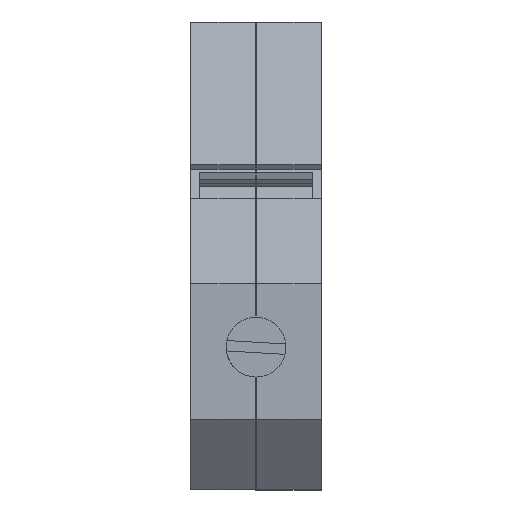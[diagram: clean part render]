
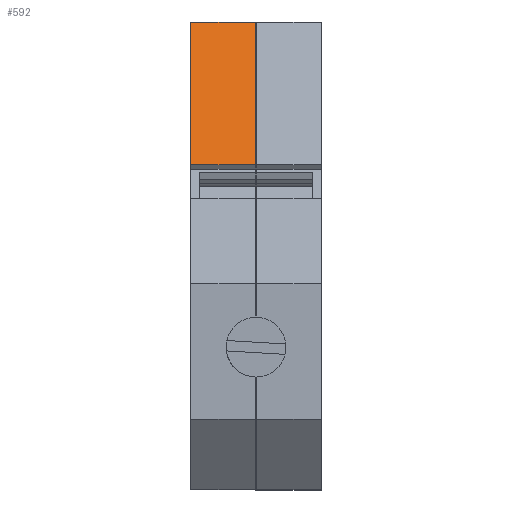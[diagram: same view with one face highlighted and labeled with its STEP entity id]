
A CAD part, top view. The second image highlights one B-rep face of the part: STEP entity #592.
In plain terms, the highlighted planar face has unit normal (0, 0.788, 0.616).
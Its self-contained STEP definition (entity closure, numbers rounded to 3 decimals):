
#429=AXIS2_PLACEMENT_3D('Plane Axis2P3D',#426,#427,#428) ;
#77=CARTESIAN_POINT('Vertex',(0.,37.469,59.758)) ;
#80=CARTESIAN_POINT('Line Origine',(0.,45.735,49.179)) ;
#84=CARTESIAN_POINT('Vertex',(0.,54.,38.6)) ;
#426=CARTESIAN_POINT('Axis2P3D Location',(0.,33.591,64.723)) ;
#546=CARTESIAN_POINT('Line Origine',(3.75,37.469,59.758)) ;
#550=CARTESIAN_POINT('Vertex',(7.5,37.469,59.758)) ;
#566=CARTESIAN_POINT('Line Origine',(3.75,54.,38.6)) ;
#570=CARTESIAN_POINT('Vertex',(7.5,54.,38.6)) ;
#573=CARTESIAN_POINT('Line Origine',(7.5,37.562,59.64)) ;
#577=CARTESIAN_POINT('Vertex',(7.5,37.654,59.522)) ;
#580=CARTESIAN_POINT('Line Origine',(7.5,45.827,49.061)) ;
#81=DIRECTION('Vector Direction',(0.,-0.616,0.788)) ;
#427=DIRECTION('Axis2P3D Direction',(0.,0.788,0.616)) ;
#428=DIRECTION('Axis2P3D XDirection',(0.,-0.616,0.788)) ;
#547=DIRECTION('Vector Direction',(1.,0.,0.)) ;
#567=DIRECTION('Vector Direction',(1.,0.,0.)) ;
#574=DIRECTION('Vector Direction',(0.,0.616,-0.788)) ;
#581=DIRECTION('Vector Direction',(0.,-0.616,0.788)) ;
#82=VECTOR('Line Direction',#81,1.) ;
#548=VECTOR('Line Direction',#547,1.) ;
#568=VECTOR('Line Direction',#567,1.) ;
#575=VECTOR('Line Direction',#574,1.) ;
#582=VECTOR('Line Direction',#581,1.) ;
#586=ORIENTED_EDGE('',*,*,#572,.F.) ;
#587=ORIENTED_EDGE('',*,*,#86,.F.) ;
#588=ORIENTED_EDGE('',*,*,#552,.T.) ;
#589=ORIENTED_EDGE('',*,*,#579,.F.) ;
#590=ORIENTED_EDGE('',*,*,#584,.F.) ;
#592=ADVANCED_FACE('SECONDARY',(#591),#430,.T.) ;
#86=EDGE_CURVE('',#78,#85,#83,.F.) ;
#552=EDGE_CURVE('',#78,#551,#549,.T.) ;
#572=EDGE_CURVE('',#85,#571,#569,.T.) ;
#579=EDGE_CURVE('',#578,#551,#576,.F.) ;
#584=EDGE_CURVE('',#571,#578,#583,.T.) ;
#585=EDGE_LOOP('',(#586,#587,#588,#589,#590)) ;
#591=FACE_OUTER_BOUND('',#585,.T.) ;
#83=LINE('Line',#80,#82) ;
#549=LINE('Line',#546,#548) ;
#569=LINE('Line',#566,#568) ;
#576=LINE('Line',#573,#575) ;
#583=LINE('Line',#580,#582) ;
#430=PLANE('',#429) ;
#78=VERTEX_POINT('',#77) ;
#85=VERTEX_POINT('',#84) ;
#551=VERTEX_POINT('',#550) ;
#571=VERTEX_POINT('',#570) ;
#578=VERTEX_POINT('',#577) ;
